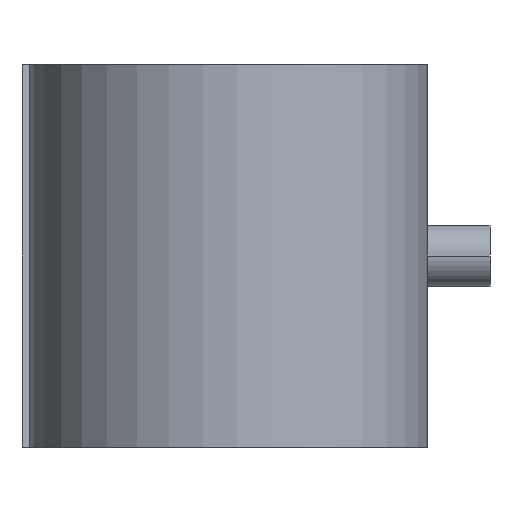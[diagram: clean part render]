
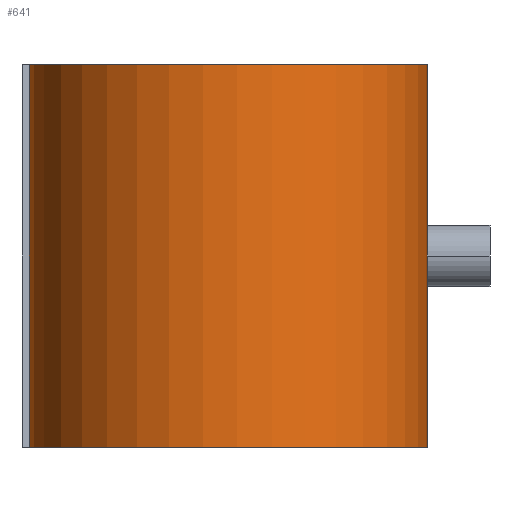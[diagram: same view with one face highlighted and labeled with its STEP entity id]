
A CAD part, front view. The second image highlights one B-rep face of the part: STEP entity #641.
In plain terms, the highlighted cylindrical face has radius 104.267 mm (diameter 208.533 mm), a partial arc.
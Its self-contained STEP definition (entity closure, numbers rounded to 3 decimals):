
#261 = EDGE_CURVE( '', #397, #497, #694, .T. );
#269 = VERTEX_POINT( '', #703 );
#287 = VERTEX_POINT( '', #725 );
#309 = EDGE_CURVE( '', #397, #287, #750, .T. );
#397 = VERTEX_POINT( '', #846 );
#455 = EDGE_CURVE( '', #269, #287, #911, .T. );
#497 = VERTEX_POINT( '', #958 );
#597 = EDGE_CURVE( '', #497, #269, #1067, .T. );
#641 = ADVANCED_FACE( '', ( #1115 ), #1116, .T. );
#694 = LINE( '', #1238, #1239 );
#703 = CARTESIAN_POINT( '', ( 104.156, 4.8, -100. ) );
#725 = CARTESIAN_POINT( '', ( 104.156, 4.8, 100. ) );
#750 = CIRCLE( '', #1401, 104.267 );
#846 = CARTESIAN_POINT( '', ( -104.156, -4.8, 100. ) );
#911 = LINE( '', #1765, #1766 );
#958 = CARTESIAN_POINT( '', ( -104.156, -4.8, -100. ) );
#1067 = CIRCLE( '', #2155, 104.267 );
#1115 = FACE_OUTER_BOUND( '', #2219, .T. );
#1116 = CYLINDRICAL_SURFACE( '', #2220, 104.267 );
#1238 = CARTESIAN_POINT( '', ( -104.156, -4.8, 100. ) );
#1239 = VECTOR( '', #2266, 1. );
#1401 = AXIS2_PLACEMENT_3D( '', #2355, #2356, #2357 );
#1765 = CARTESIAN_POINT( '', ( 104.156, 4.8, 100. ) );
#1766 = VECTOR( '', #2555, 1. );
#2155 = AXIS2_PLACEMENT_3D( '', #2710, #2711, #2712 );
#2219 = EDGE_LOOP( '', ( #2759, #2760, #2761, #2762 ) );
#2220 = AXIS2_PLACEMENT_3D( '', #2763, #2764, #2765 );
#2266 = DIRECTION( '', ( 0., 0., -1. ) );
#2355 = CARTESIAN_POINT( '', ( 0., 0., 100. ) );
#2356 = DIRECTION( '', ( 0., 0., 1. ) );
#2357 = DIRECTION( '', ( -0.999, -0.046, 0. ) );
#2555 = DIRECTION( '', ( 0., 0., 1. ) );
#2710 = CARTESIAN_POINT( '', ( 0., 0., -100. ) );
#2711 = DIRECTION( '', ( 0., 0., 1. ) );
#2712 = DIRECTION( '', ( -0.999, -0.046, 0. ) );
#2759 = ORIENTED_EDGE( '', *, *, #455, .T. );
#2760 = ORIENTED_EDGE( '', *, *, #309, .F. );
#2761 = ORIENTED_EDGE( '', *, *, #261, .T. );
#2762 = ORIENTED_EDGE( '', *, *, #597, .T. );
#2763 = CARTESIAN_POINT( '', ( 0., 0., 100. ) );
#2764 = DIRECTION( '', ( 0., 0., 1. ) );
#2765 = DIRECTION( '', ( -0.999, -0.046, 0. ) );
